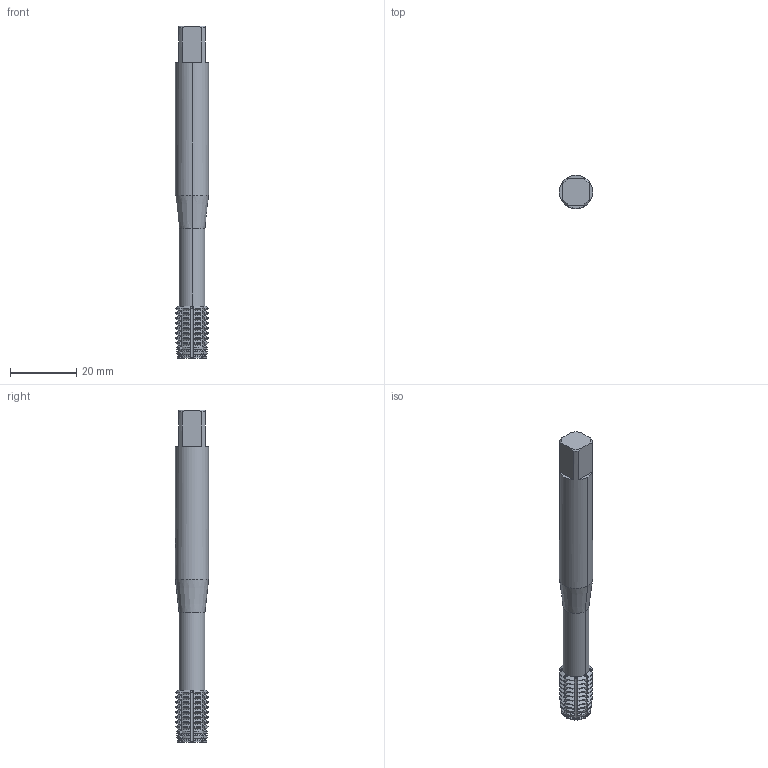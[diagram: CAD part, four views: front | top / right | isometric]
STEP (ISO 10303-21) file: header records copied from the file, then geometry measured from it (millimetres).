
FILE_DESCRIPTION(('no description'),'unknown implementation level');
FILE_NAME('solidcjFV_ucVvcaKD8FpTOtIZwMLqC4_1.STP',' ',('CIM GmbH Aachen'),('CADClick - KiM GmbH - www.kimweb.de'),'unknown preprocess','ACIS','unknown authorization');
FILE_SCHEMA(('automotive_design'));
Length unit declared in the file: millimetre
Products named in the file (2): 1; 2
Bounding box: 10 x 10 x 100 mm (x, y, z)
Volume: 6503.4 mm3; surface area: 4088.5 mm2
Topology: 2 solids, 2 shells, 621 faces, 1839 edges, 1222 vertices
Faces by surface type: cone 228, plane 209, cylinder 168, torus 16
Entity records: 43850 total; most frequent: CARTESIAN_POINT 7249, STYLED_ITEM 3684, PRESENTATION_STYLE_ASSIGNMENT 3684, COLOUR_RGB 3684, ORIENTED_EDGE 3678, DIRECTION 3147, EDGE_CURVE 1839, CURVE_STYLE 1839
